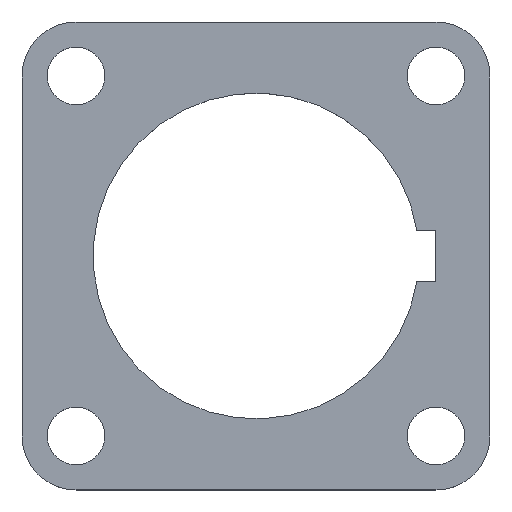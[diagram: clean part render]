
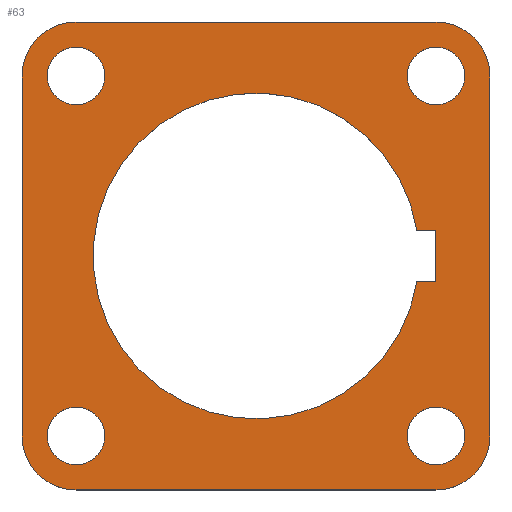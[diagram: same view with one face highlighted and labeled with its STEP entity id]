
A CAD part, top view. The second image highlights one B-rep face of the part: STEP entity #63.
In plain terms, the highlighted planar face has unit normal (0, 0, 1).
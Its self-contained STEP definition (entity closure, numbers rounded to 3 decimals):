
#63=ADVANCED_FACE('',(#90,#91,#92,#93,#94,#95),#81,.T.);
#81=PLANE('',#386);
#90=FACE_BOUND('',#110,.T.);
#91=FACE_BOUND('',#111,.T.);
#92=FACE_BOUND('',#112,.T.);
#93=FACE_BOUND('',#113,.T.);
#94=FACE_BOUND('',#114,.T.);
#95=FACE_BOUND('',#115,.T.);
#110=EDGE_LOOP('',(#160,#161,#162,#163,#164,#165,#166,#167));
#111=EDGE_LOOP('',(#168));
#112=EDGE_LOOP('',(#169));
#113=EDGE_LOOP('',(#170));
#114=EDGE_LOOP('',(#171));
#115=EDGE_LOOP('',(#172,#173,#174,#175));
#142=CIRCLE('',#377,3.);
#143=CIRCLE('',#378,3.);
#144=CIRCLE('',#379,3.);
#145=CIRCLE('',#380,3.);
#146=CIRCLE('',#381,1.6);
#147=CIRCLE('',#382,1.6);
#148=CIRCLE('',#383,1.6);
#149=CIRCLE('',#384,1.6);
#150=CIRCLE('',#385,9.05);
#160=ORIENTED_EDGE('',*,*,#280,.T.);
#161=ORIENTED_EDGE('',*,*,#281,.T.);
#162=ORIENTED_EDGE('',*,*,#282,.T.);
#163=ORIENTED_EDGE('',*,*,#283,.T.);
#164=ORIENTED_EDGE('',*,*,#284,.T.);
#165=ORIENTED_EDGE('',*,*,#285,.T.);
#166=ORIENTED_EDGE('',*,*,#286,.T.);
#167=ORIENTED_EDGE('',*,*,#287,.T.);
#168=ORIENTED_EDGE('',*,*,#288,.T.);
#169=ORIENTED_EDGE('',*,*,#289,.T.);
#170=ORIENTED_EDGE('',*,*,#290,.T.);
#171=ORIENTED_EDGE('',*,*,#291,.T.);
#172=ORIENTED_EDGE('',*,*,#292,.T.);
#173=ORIENTED_EDGE('',*,*,#293,.T.);
#174=ORIENTED_EDGE('',*,*,#294,.T.);
#175=ORIENTED_EDGE('',*,*,#295,.T.);
#248=VERTEX_POINT('',#515);
#249=VERTEX_POINT('',#516);
#250=VERTEX_POINT('',#518);
#251=VERTEX_POINT('',#520);
#252=VERTEX_POINT('',#522);
#253=VERTEX_POINT('',#524);
#254=VERTEX_POINT('',#526);
#255=VERTEX_POINT('',#528);
#256=VERTEX_POINT('',#531);
#257=VERTEX_POINT('',#533);
#258=VERTEX_POINT('',#535);
#259=VERTEX_POINT('',#537);
#260=VERTEX_POINT('',#539);
#261=VERTEX_POINT('',#540);
#262=VERTEX_POINT('',#542);
#263=VERTEX_POINT('',#544);
#280=EDGE_CURVE('',#248,#249,#324,.T.);
#281=EDGE_CURVE('',#249,#250,#142,.T.);
#282=EDGE_CURVE('',#250,#251,#325,.T.);
#283=EDGE_CURVE('',#251,#252,#143,.T.);
#284=EDGE_CURVE('',#252,#253,#326,.T.);
#285=EDGE_CURVE('',#253,#254,#144,.T.);
#286=EDGE_CURVE('',#254,#255,#327,.T.);
#287=EDGE_CURVE('',#255,#248,#145,.T.);
#288=EDGE_CURVE('',#256,#256,#146,.T.);
#289=EDGE_CURVE('',#257,#257,#147,.T.);
#290=EDGE_CURVE('',#258,#258,#148,.T.);
#291=EDGE_CURVE('',#259,#259,#149,.T.);
#292=EDGE_CURVE('',#260,#261,#328,.T.);
#293=EDGE_CURVE('',#261,#262,#329,.T.);
#294=EDGE_CURVE('',#262,#263,#150,.T.);
#295=EDGE_CURVE('',#263,#260,#330,.T.);
#324=LINE('',#514,#350);
#325=LINE('',#519,#351);
#326=LINE('',#523,#352);
#327=LINE('',#527,#353);
#328=LINE('',#538,#354);
#329=LINE('',#541,#355);
#330=LINE('',#545,#356);
#350=VECTOR('',#415,1.);
#351=VECTOR('',#418,1.);
#352=VECTOR('',#421,1.);
#353=VECTOR('',#424,1.);
#354=VECTOR('',#435,1.);
#355=VECTOR('',#436,1.);
#356=VECTOR('',#439,1.);
#377=AXIS2_PLACEMENT_3D('',#517,#416,#417);
#378=AXIS2_PLACEMENT_3D('',#521,#419,#420);
#379=AXIS2_PLACEMENT_3D('',#525,#422,#423);
#380=AXIS2_PLACEMENT_3D('',#529,#425,#426);
#381=AXIS2_PLACEMENT_3D('',#530,#427,#428);
#382=AXIS2_PLACEMENT_3D('',#532,#429,#430);
#383=AXIS2_PLACEMENT_3D('',#534,#431,#432);
#384=AXIS2_PLACEMENT_3D('',#536,#433,#434);
#385=AXIS2_PLACEMENT_3D('',#543,#437,#438);
#386=AXIS2_PLACEMENT_3D('',#546,#440,#441);
#415=DIRECTION('',(-1.,0.,0.));
#416=DIRECTION('',(0.,0.,1.));
#417=DIRECTION('',(1.,0.,0.));
#418=DIRECTION('',(0.,-1.,0.));
#419=DIRECTION('',(0.,0.,1.));
#420=DIRECTION('',(1.,0.,0.));
#421=DIRECTION('',(1.,0.,0.));
#422=DIRECTION('',(0.,0.,1.));
#423=DIRECTION('',(1.,0.,0.));
#424=DIRECTION('',(0.,1.,0.));
#425=DIRECTION('',(0.,0.,1.));
#426=DIRECTION('',(1.,0.,0.));
#427=DIRECTION('',(0.,0.,-1.));
#428=DIRECTION('',(-1.,0.,0.));
#429=DIRECTION('',(0.,0.,-1.));
#430=DIRECTION('',(-1.,0.,0.));
#431=DIRECTION('',(0.,0.,-1.));
#432=DIRECTION('',(-1.,0.,0.));
#433=DIRECTION('',(0.,0.,-1.));
#434=DIRECTION('',(-1.,0.,0.));
#435=DIRECTION('',(0.,-1.,0.));
#436=DIRECTION('',(-1.,0.,0.));
#437=DIRECTION('',(0.,0.,-1.));
#438=DIRECTION('',(-1.,0.,0.));
#439=DIRECTION('',(1.,0.,0.));
#440=DIRECTION('',(0.,0.,1.));
#441=DIRECTION('',(1.,0.,0.));
#514=CARTESIAN_POINT('',(13.,13.,1.));
#515=CARTESIAN_POINT('',(10.,13.,1.));
#516=CARTESIAN_POINT('',(-10.,13.,1.));
#517=CARTESIAN_POINT('',(-10.,10.,1.));
#518=CARTESIAN_POINT('',(-13.,10.,1.));
#519=CARTESIAN_POINT('',(-13.,13.,1.));
#520=CARTESIAN_POINT('',(-13.,-10.,1.));
#521=CARTESIAN_POINT('',(-10.,-10.,1.));
#522=CARTESIAN_POINT('',(-10.,-13.,1.));
#523=CARTESIAN_POINT('',(-13.,-13.,1.));
#524=CARTESIAN_POINT('',(10.,-13.,1.));
#525=CARTESIAN_POINT('',(10.,-10.,1.));
#526=CARTESIAN_POINT('',(13.,-10.,1.));
#527=CARTESIAN_POINT('',(13.,-13.,1.));
#528=CARTESIAN_POINT('',(13.,10.,1.));
#529=CARTESIAN_POINT('',(10.,10.,1.));
#530=CARTESIAN_POINT('',(10.,10.,1.));
#531=CARTESIAN_POINT('',(8.4,10.,1.));
#532=CARTESIAN_POINT('',(-10.,10.,1.));
#533=CARTESIAN_POINT('',(-11.6,10.,1.));
#534=CARTESIAN_POINT('',(-10.,-10.,1.));
#535=CARTESIAN_POINT('',(-11.6,-10.,1.));
#536=CARTESIAN_POINT('',(10.,-10.,1.));
#537=CARTESIAN_POINT('',(8.4,-10.,1.));
#538=CARTESIAN_POINT('',(10.,1.4,1.));
#539=CARTESIAN_POINT('',(10.,1.4,1.));
#540=CARTESIAN_POINT('',(10.,-1.4,1.));
#541=CARTESIAN_POINT('',(10.,-1.4,1.));
#542=CARTESIAN_POINT('',(8.941,-1.4,1.));
#543=CARTESIAN_POINT('',(0.,0.,1.));
#544=CARTESIAN_POINT('',(8.941,1.4,1.));
#545=CARTESIAN_POINT('',(8.,1.4,1.));
#546=CARTESIAN_POINT('',(0.,0.,1.));
